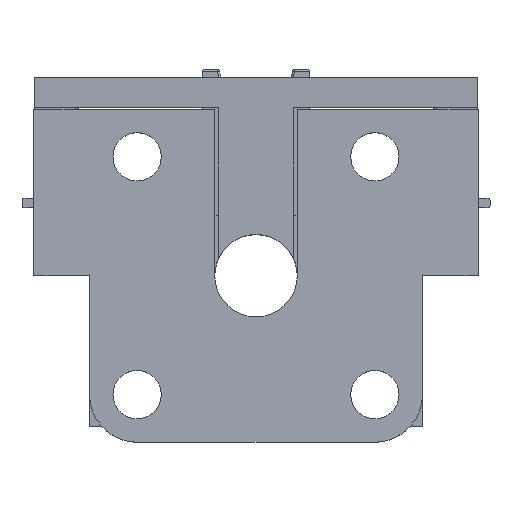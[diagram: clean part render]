
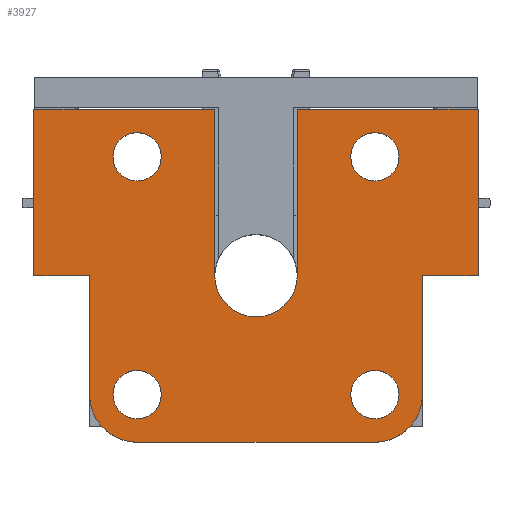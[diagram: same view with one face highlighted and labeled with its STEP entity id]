
A CAD part, top view. The second image highlights one B-rep face of the part: STEP entity #3927.
In plain terms, the highlighted planar face has unit normal (0, 0, 1).
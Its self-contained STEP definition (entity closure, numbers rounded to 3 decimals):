
#31=FACE_BOUND('',#572,.T.);
#32=FACE_BOUND('',#573,.T.);
#33=FACE_BOUND('',#574,.T.);
#34=FACE_BOUND('',#575,.T.);
#167=PLANE('',#4249);
#355=FACE_OUTER_BOUND('',#571,.T.);
#571=EDGE_LOOP('',(#3405,#3406,#3407,#3408,#3409,#3410,#3411,#3412,#3413,
#3414,#3415,#3416,#3417,#3418));
#572=EDGE_LOOP('',(#3419));
#573=EDGE_LOOP('',(#3420));
#574=EDGE_LOOP('',(#3421));
#575=EDGE_LOOP('',(#3422));
#693=CIRCLE('',#4206,3.05);
#695=CIRCLE('',#4209,3.05);
#700=CIRCLE('',#4225,6.);
#713=CIRCLE('',#4250,6.);
#714=CIRCLE('',#4251,5.2);
#715=CIRCLE('',#4252,3.05);
#716=CIRCLE('',#4253,3.05);
#991=LINE('',#6080,#1451);
#997=LINE('',#6094,#1457);
#1034=LINE('',#6181,#1494);
#1039=LINE('',#6196,#1499);
#1041=LINE('',#6199,#1501);
#1076=LINE('',#6298,#1536);
#1078=LINE('',#6302,#1538);
#1079=LINE('',#6304,#1539);
#1080=LINE('',#6306,#1540);
#1081=LINE('',#6308,#1541);
#1082=LINE('',#6311,#1542);
#1451=VECTOR('',#4945,10.);
#1457=VECTOR('',#4959,10.);
#1494=VECTOR('',#5052,10.);
#1499=VECTOR('',#5065,10.);
#1501=VECTOR('',#5069,10.);
#1536=VECTOR('',#5146,10.);
#1538=VECTOR('',#5150,10.);
#1539=VECTOR('',#5151,10.);
#1540=VECTOR('',#5152,10.);
#1541=VECTOR('',#5153,10.);
#1542=VECTOR('',#5156,10.);
#1871=VERTEX_POINT('',#6077);
#1872=VERTEX_POINT('',#6079);
#1876=VERTEX_POINT('',#6093);
#1884=VERTEX_POINT('',#6127);
#1886=VERTEX_POINT('',#6133);
#1898=VERTEX_POINT('',#6179);
#1900=VERTEX_POINT('',#6184);
#1902=VERTEX_POINT('',#6188);
#1904=VERTEX_POINT('',#6194);
#1946=VERTEX_POINT('',#6295);
#1947=VERTEX_POINT('',#6297);
#1948=VERTEX_POINT('',#6301);
#1949=VERTEX_POINT('',#6303);
#1950=VERTEX_POINT('',#6305);
#1951=VERTEX_POINT('',#6307);
#1952=VERTEX_POINT('',#6309);
#1953=VERTEX_POINT('',#6313);
#1954=VERTEX_POINT('',#6315);
#2347=EDGE_CURVE('',#1872,#1871,#991,.T.);
#2354=EDGE_CURVE('',#1876,#1872,#997,.T.);
#2372=EDGE_CURVE('',#1884,#1884,#693,.T.);
#2375=EDGE_CURVE('',#1886,#1886,#695,.T.);
#2400=EDGE_CURVE('',#1898,#1871,#1034,.T.);
#2404=EDGE_CURVE('',#1902,#1900,#700,.T.);
#2407=EDGE_CURVE('',#1904,#1902,#1039,.T.);
#2409=EDGE_CURVE('',#1876,#1904,#1041,.T.);
#2456=EDGE_CURVE('',#1946,#1947,#1076,.T.);
#2458=EDGE_CURVE('',#1948,#1947,#1078,.T.);
#2459=EDGE_CURVE('',#1949,#1946,#1079,.T.);
#2460=EDGE_CURVE('',#1949,#1950,#1080,.T.);
#2461=EDGE_CURVE('',#1950,#1951,#1081,.T.);
#2462=EDGE_CURVE('',#1951,#1952,#713,.T.);
#2463=EDGE_CURVE('',#1952,#1900,#1082,.T.);
#2464=EDGE_CURVE('',#1948,#1898,#714,.T.);
#2465=EDGE_CURVE('',#1953,#1953,#715,.T.);
#2466=EDGE_CURVE('',#1954,#1954,#716,.T.);
#3405=ORIENTED_EDGE('',*,*,#2458,.T.);
#3406=ORIENTED_EDGE('',*,*,#2456,.F.);
#3407=ORIENTED_EDGE('',*,*,#2459,.F.);
#3408=ORIENTED_EDGE('',*,*,#2460,.T.);
#3409=ORIENTED_EDGE('',*,*,#2461,.T.);
#3410=ORIENTED_EDGE('',*,*,#2462,.T.);
#3411=ORIENTED_EDGE('',*,*,#2463,.T.);
#3412=ORIENTED_EDGE('',*,*,#2404,.F.);
#3413=ORIENTED_EDGE('',*,*,#2407,.F.);
#3414=ORIENTED_EDGE('',*,*,#2409,.F.);
#3415=ORIENTED_EDGE('',*,*,#2354,.T.);
#3416=ORIENTED_EDGE('',*,*,#2347,.T.);
#3417=ORIENTED_EDGE('',*,*,#2400,.F.);
#3418=ORIENTED_EDGE('',*,*,#2464,.F.);
#3419=ORIENTED_EDGE('',*,*,#2375,.F.);
#3420=ORIENTED_EDGE('',*,*,#2372,.F.);
#3421=ORIENTED_EDGE('',*,*,#2465,.T.);
#3422=ORIENTED_EDGE('',*,*,#2466,.T.);
#3927=ADVANCED_FACE('',(#355,#31,#32,#33,#34),#167,.T.);
#4206=AXIS2_PLACEMENT_3D('',#6128,#4996,#4997);
#4209=AXIS2_PLACEMENT_3D('',#6134,#5003,#5004);
#4225=AXIS2_PLACEMENT_3D('',#6190,#5059,#5060);
#4249=AXIS2_PLACEMENT_3D('',#6300,#5148,#5149);
#4250=AXIS2_PLACEMENT_3D('',#6310,#5154,#5155);
#4251=AXIS2_PLACEMENT_3D('',#6312,#5157,#5158);
#4252=AXIS2_PLACEMENT_3D('',#6314,#5159,#5160);
#4253=AXIS2_PLACEMENT_3D('',#6316,#5161,#5162);
#4945=DIRECTION('',(-1.,0.,0.));
#4959=DIRECTION('',(0.,1.,0.));
#4996=DIRECTION('center_axis',(0.,0.,1.));
#4997=DIRECTION('ref_axis',(1.,0.,0.));
#5003=DIRECTION('center_axis',(0.,0.,1.));
#5004=DIRECTION('ref_axis',(-1.,0.,0.));
#5052=DIRECTION('',(0.,1.,0.));
#5059=DIRECTION('center_axis',(0.,0.,-1.));
#5060=DIRECTION('ref_axis',(1.,0.,0.));
#5065=DIRECTION('',(0.,-1.,0.));
#5069=DIRECTION('',(-1.,0.,0.));
#5146=DIRECTION('',(1.,0.,0.));
#5148=DIRECTION('center_axis',(0.,0.,1.));
#5149=DIRECTION('ref_axis',(-1.,0.,0.));
#5150=DIRECTION('',(0.,1.,0.));
#5151=DIRECTION('',(0.,1.,0.));
#5152=DIRECTION('',(1.,0.,0.));
#5153=DIRECTION('',(0.,-1.,0.));
#5154=DIRECTION('center_axis',(0.,0.,1.));
#5155=DIRECTION('ref_axis',(-1.,0.,0.));
#5156=DIRECTION('',(1.,0.,0.));
#5157=DIRECTION('center_axis',(0.,0.,1.));
#5158=DIRECTION('ref_axis',(1.,0.007,0.));
#5159=DIRECTION('center_axis',(0.,0.,-1.));
#5160=DIRECTION('ref_axis',(-1.,0.,0.));
#5161=DIRECTION('center_axis',(0.,0.,-1.));
#5162=DIRECTION('ref_axis',(1.,0.,0.));
#6077=CARTESIAN_POINT('',(5.2,21.011,4.2));
#6079=CARTESIAN_POINT('',(28.024,21.011,4.2));
#6080=CARTESIAN_POINT('',(5.2,21.011,4.2));
#6093=CARTESIAN_POINT('',(28.024,0.,4.2));
#6094=CARTESIAN_POINT('',(28.024,4.199,4.2));
#6127=CARTESIAN_POINT('',(18.05,-15.,4.2));
#6128=CARTESIAN_POINT('Origin',(15.,-15.,4.2));
#6133=CARTESIAN_POINT('',(18.05,15.,4.2));
#6134=CARTESIAN_POINT('Origin',(15.,15.,4.2));
#6179=CARTESIAN_POINT('',(5.2,0.034,4.2));
#6181=CARTESIAN_POINT('',(5.2,0.,4.2));
#6184=CARTESIAN_POINT('',(15.032,-21.,4.2));
#6188=CARTESIAN_POINT('',(21.,-15.,4.2));
#6190=CARTESIAN_POINT('Origin',(15.,-15.,4.2));
#6194=CARTESIAN_POINT('',(21.,0.,4.2));
#6196=CARTESIAN_POINT('',(21.,0.,4.2));
#6199=CARTESIAN_POINT('',(28.024,0.,4.2));
#6295=CARTESIAN_POINT('',(-28.024,21.011,4.2));
#6297=CARTESIAN_POINT('',(-5.2,21.011,4.2));
#6298=CARTESIAN_POINT('',(-5.2,21.011,4.2));
#6300=CARTESIAN_POINT('Origin',(-16.612,2.099,4.2));
#6301=CARTESIAN_POINT('',(-5.2,0.034,4.2));
#6302=CARTESIAN_POINT('',(-5.2,0.,4.2));
#6303=CARTESIAN_POINT('',(-28.024,0.,4.2));
#6304=CARTESIAN_POINT('',(-28.024,4.199,4.2));
#6305=CARTESIAN_POINT('',(-21.,0.,4.2));
#6306=CARTESIAN_POINT('',(-28.024,0.,4.2));
#6307=CARTESIAN_POINT('',(-21.,-15.,4.2));
#6308=CARTESIAN_POINT('',(-21.,0.,4.2));
#6309=CARTESIAN_POINT('',(-15.032,-21.,4.2));
#6310=CARTESIAN_POINT('Origin',(-15.,-15.,4.2));
#6311=CARTESIAN_POINT('',(-15.032,-21.,4.2));
#6312=CARTESIAN_POINT('Origin',(0.,0.,
4.2));
#6313=CARTESIAN_POINT('',(-18.05,-15.,4.2));
#6314=CARTESIAN_POINT('Origin',(-15.,-15.,4.2));
#6315=CARTESIAN_POINT('',(-18.05,15.,4.2));
#6316=CARTESIAN_POINT('Origin',(-15.,15.,4.2));
